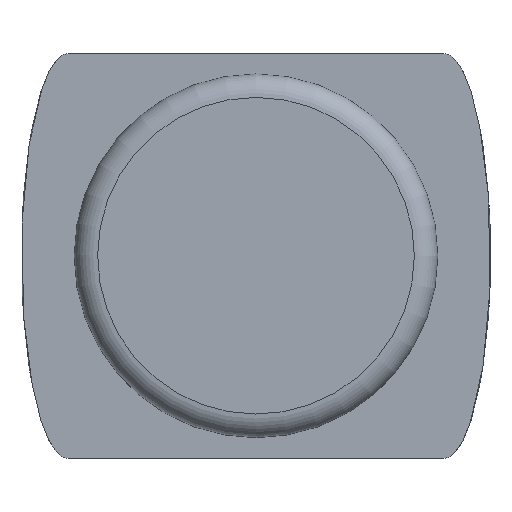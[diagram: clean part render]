
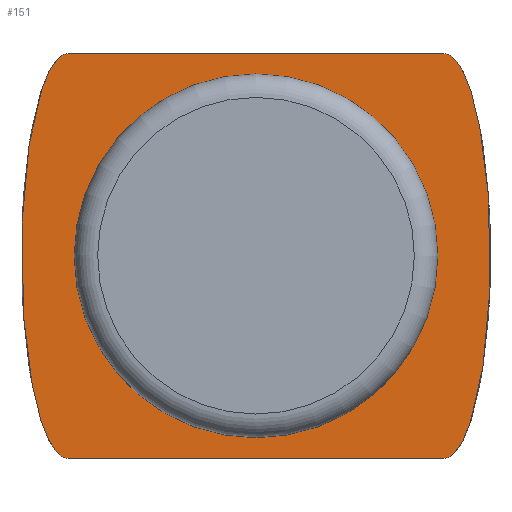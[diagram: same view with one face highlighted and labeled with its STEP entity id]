
A CAD part, top view. The second image highlights one B-rep face of the part: STEP entity #151.
In plain terms, the highlighted planar face has unit normal (0, 0, 1).
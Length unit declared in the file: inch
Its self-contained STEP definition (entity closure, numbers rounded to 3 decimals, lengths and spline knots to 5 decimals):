
#24=LINE('',#258,#32);
#26=LINE('',#273,#34);
#32=VECTOR('',#205,2.);
#34=VECTOR('',#211,2.);
#38=PLANE('',#170);
#43=FACE_BOUND('',#63,.T.);
#51=FACE_OUTER_BOUND('',#62,.T.);
#62=EDGE_LOOP('',(#134,#135,#136,#137));
#63=EDGE_LOOP('',(#138));
#69=ELLIPSE('',#166,1.07813,0.25);
#70=ELLIPSE('',#168,1.07813,0.25);
#74=CIRCLE('',#162,0.96875);
#80=VERTEX_POINT('',#229);
#85=VERTEX_POINT('',#250);
#86=VERTEX_POINT('',#252);
#87=VERTEX_POINT('',#256);
#88=VERTEX_POINT('',#269);
#94=EDGE_CURVE('',#80,#80,#74,.T.);
#101=EDGE_CURVE('',#86,#85,#69,.T.);
#103=EDGE_CURVE('',#85,#87,#24,.T.);
#105=EDGE_CURVE('',#87,#88,#70,.T.);
#106=EDGE_CURVE('',#88,#86,#26,.T.);
#134=ORIENTED_EDGE('',*,*,#101,.F.);
#135=ORIENTED_EDGE('',*,*,#106,.F.);
#136=ORIENTED_EDGE('',*,*,#105,.F.);
#137=ORIENTED_EDGE('',*,*,#103,.F.);
#138=ORIENTED_EDGE('',*,*,#94,.T.);
#151=ADVANCED_FACE('',(#51,#43),#38,.T.);
#162=AXIS2_PLACEMENT_3D('',#230,#188,#189);
#166=AXIS2_PLACEMENT_3D('',#254,#200,#201);
#168=AXIS2_PLACEMENT_3D('',#271,#207,#208);
#170=AXIS2_PLACEMENT_3D('',#274,#212,#213);
#188=DIRECTION('center_axis',(0.,0.,-1.));
#189=DIRECTION('ref_axis',(1.,0.,0.));
#200=DIRECTION('center_axis',(0.,0.,-1.));
#201=DIRECTION('ref_axis',(0.,1.,0.));
#205=DIRECTION('',(1.,0.,0.));
#207=DIRECTION('center_axis',(0.,0.,
-1.));
#208=DIRECTION('ref_axis',(0.,1.,0.));
#211=DIRECTION('',(-1.,0.,0.));
#212=DIRECTION('center_axis',(0.,0.,1.));
#213=DIRECTION('ref_axis',(1.,0.,0.));
#229=CARTESIAN_POINT('',(0.96875,0.,0.28125));
#230=CARTESIAN_POINT('Origin',(0.,0.,0.28125));
#250=CARTESIAN_POINT('',(-1.,1.07813,0.28125));
#252=CARTESIAN_POINT('',(-1.,-1.07813,0.28125));
#254=CARTESIAN_POINT('Origin',(-1.,0.,0.28125));
#256=CARTESIAN_POINT('',(1.,1.07813,0.28125));
#258=CARTESIAN_POINT('',(1.,1.07813,0.28125));
#269=CARTESIAN_POINT('',(1.,-1.07813,0.28125));
#271=CARTESIAN_POINT('Origin',(1.,0.,0.28125));
#273=CARTESIAN_POINT('',(-1.,-1.07813,0.28125));
#274=CARTESIAN_POINT('Origin',(0.,0.,0.28125));
